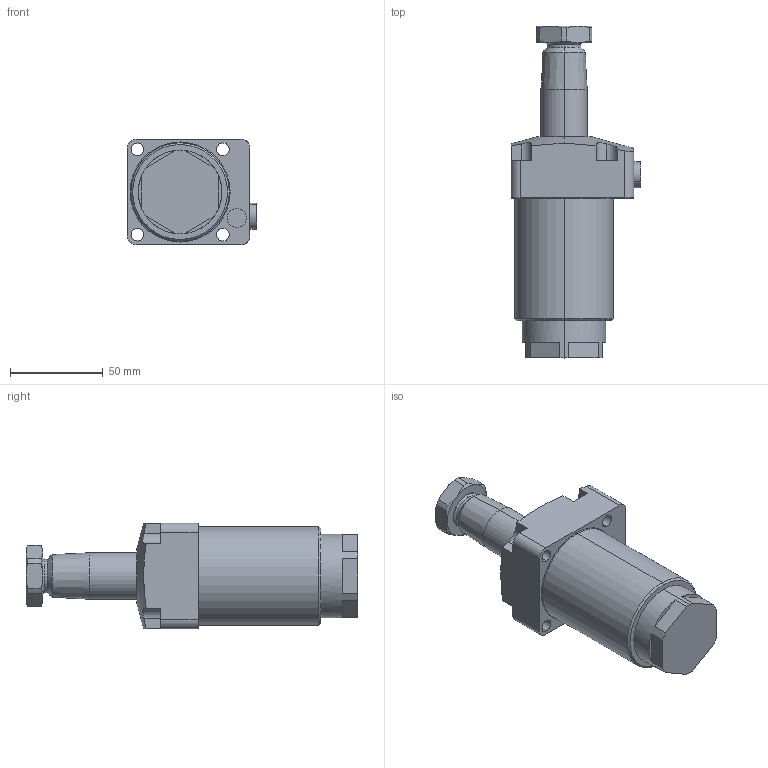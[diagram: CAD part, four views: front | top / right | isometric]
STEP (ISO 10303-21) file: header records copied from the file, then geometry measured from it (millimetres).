
FILE_DESCRIPTION (( 'STEP AP203' ), '1' );
FILE_NAME ('HCTT06-R.STEP', '2019-10-14T06:23:06', ( '微软用户' ), ( '微软中国' ), 'SwSTEP 2.0', 'SolidWorks 2012', '' );
FILE_SCHEMA (( 'CONFIG_CONTROL_DESIGN' ));
Length unit declared in the file: millimetre
Products named in the file (5): HCTT06掛极_______; HCTT06活塞杆_______; HCTT06蹟譫_______; HCTT06黑芛_______; HCTT06-R
Assembly tree (4 placements, depth 2):
  HCTT06-R
    HCTT06掛极_______
    HCTT06活塞杆_______
    HCTT06蹟譫_______
    HCTT06黑芛_______
Bounding box: 69.8 x 178.5 x 57 mm (x, y, z)
Volume: 300712.7 mm3; surface area: 40547.8 mm2
Topology: 4 solids, 4 shells, 156 faces, 373 edges, 234 vertices
Faces by surface type: plane 64, cylinder 53, cone 34, torus 4, sphere 1
Entity records: 5371 total; most frequent: CARTESIAN_POINT 1198, DIRECTION 790, ORIENTED_EDGE 744, EDGE_CURVE 372, AXIS2_PLACEMENT_3D 308, VERTEX_POINT 234, EDGE_LOOP 176, LINE 174
